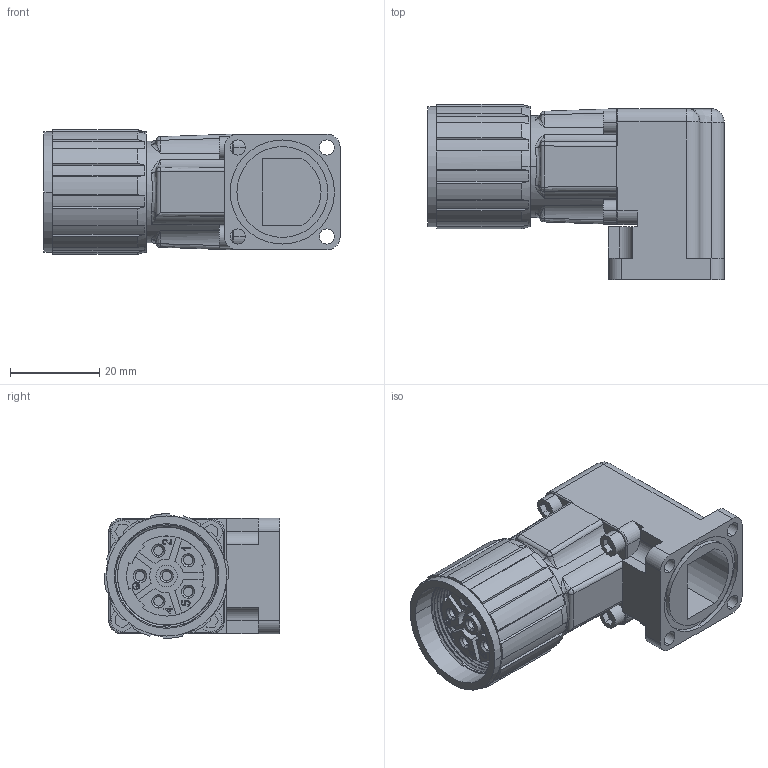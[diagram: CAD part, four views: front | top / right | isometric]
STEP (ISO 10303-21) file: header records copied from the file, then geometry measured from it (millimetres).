
FILE_DESCRIPTION (( 'STEP AP203' ), '1' );
FILE_NAME ('P411.STEP', '2020-04-15T07:31:09', ( 'edpusr' ), ( 'Microsoft' ), 'SwSTEP 2.0', 'SolidWorks 2015', '' );
FILE_SCHEMA (( 'CONFIG_CONTROL_DESIGN' ));
Length unit declared in the file: millimetre
Products named in the file (1): P411
Bounding box: 66.6 x 39.4 x 28 mm (x, y, z)
Volume: 30971.5 mm3; surface area: 21474.1 mm2
Topology: 3 solids, 8 shells, 563 faces, 1396 edges, 888 vertices
Faces by surface type: plane 231, cylinder 218, bspline 82, cone 32
Entity records: 20772 total; most frequent: CARTESIAN_POINT 7656, ORIENTED_EDGE 2746, DIRECTION 2656, EDGE_CURVE 1373, AXIS2_PLACEMENT_3D 993, VERTEX_POINT 888, VECTOR 670, LINE 670
